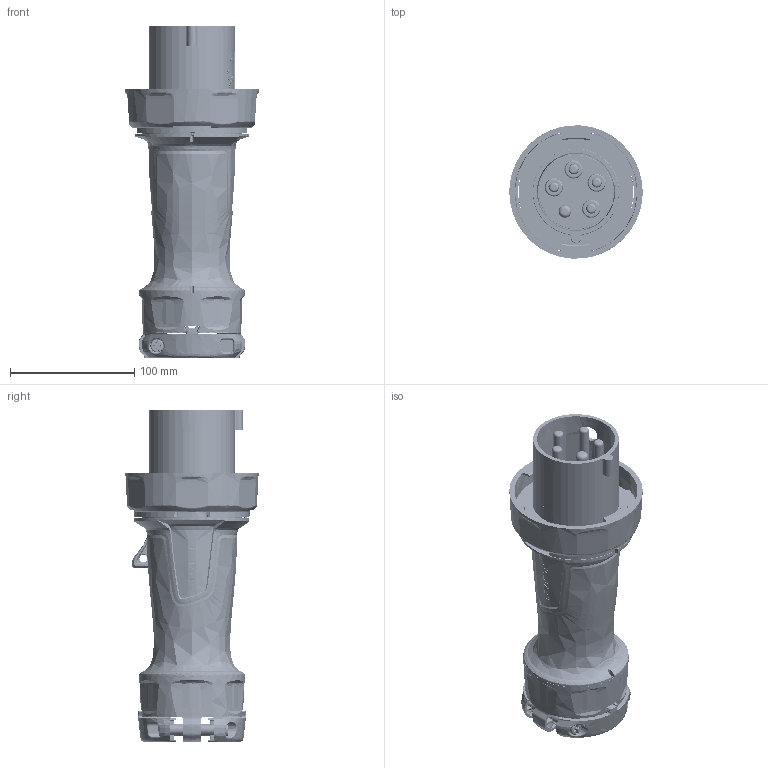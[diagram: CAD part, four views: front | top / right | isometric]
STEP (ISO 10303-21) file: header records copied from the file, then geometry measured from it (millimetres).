
FILE_DESCRIPTION (( 'STEP AP214' ), '1' );
FILE_NAME ('CATSTD-460P5W-LEV-M01.STEP', '2021-03-17T17:30:29', ( '' ), ( '' ), 'SwSTEP 2.0', 'SolidWorks 2020', '' );
FILE_SCHEMA (( 'AUTOMOTIVE_DESIGN' ));
Length unit declared in the file: inch
Products named in the file (1): CATSTD-460P5W-LEV-M01
Bounding box: 107.64 x 107.45 x 267.68 mm (x, y, z)
Volume: 1158815.9 mm3; surface area: 376539 mm2
Topology: 19 solids, 20 shells, 7141 faces, 17207 edges, 10059 vertices
Faces by surface type: bspline 2708, cylinder 1751, plane 1678, sphere 385, torus 343, cone 276
Full cylindrical faces by diameter (mm): 1.016 x5, 2.362 x1, 3.988 x1, 5.334 x5, 5.461 x1, 8.001 x4, 8.372 x1, 8.433 x10, 9.849 x2, 10 x1, 10.516 x2, 41.275 x1, 57.15 x3, 69.85 x7, 77.343 x1, 80.01 x5
Entity records: 425132 total; most frequent: CARTESIAN_POINT 191944, ORIENTED_EDGE 33326, DIRECTION 23440, EDGE_CURVE 16663, VERTEX_POINT 9946, AXIS2_PLACEMENT_3D 8983, EDGE_LOOP 7583, FACE_OUTER_BOUND 7217
